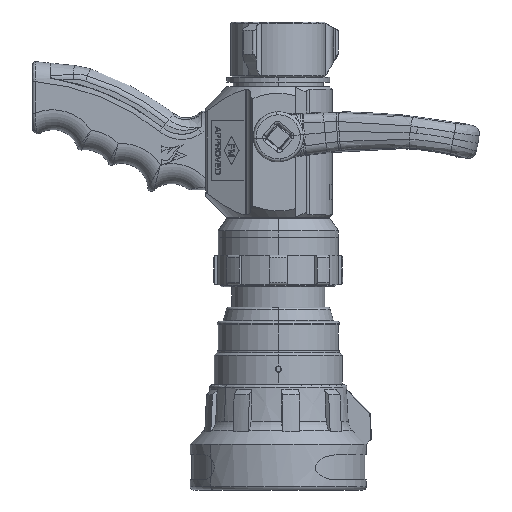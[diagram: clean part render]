
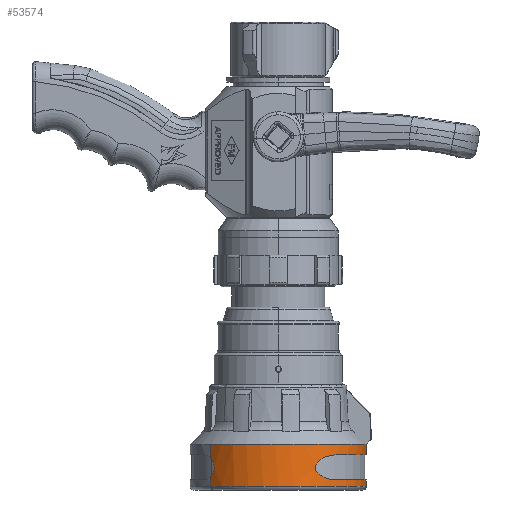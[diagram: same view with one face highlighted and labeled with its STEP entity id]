
A CAD part, front view. The second image highlights one B-rep face of the part: STEP entity #53574.
In plain terms, the highlighted cylindrical face has radius 55.959 mm (diameter 111.919 mm), a partial arc.
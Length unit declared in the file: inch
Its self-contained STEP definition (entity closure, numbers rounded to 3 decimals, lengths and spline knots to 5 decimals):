
#51808=CARTESIAN_POINT('',(0.,0.,-6.71309));
#51809=DIRECTION('',(0.,0.,1.));
#51810=DIRECTION('',(-0.766,-0.643,0.));
#51811=AXIS2_PLACEMENT_3D('',#51808,#51809,#51810);
#51843=CARTESIAN_POINT('',(-1.68769,-1.41614,
-6.47527));
#51845=DIRECTION('',(0.,0.,-1.));
#51846=VECTOR('',#51845,0.23782);
#51847=CARTESIAN_POINT('',(-1.68769,-1.41614,
-6.47527));
#51848=LINE('',#51847,#51846);
#51880=DIRECTION('',(0.,0.,-1.));
#51881=VECTOR('',#51880,0.34948);
#51882=CARTESIAN_POINT('',(-1.68769,-1.41614,-5.6685));
#51883=LINE('',#51882,#51881);
#51996=CARTESIAN_POINT('',(-1.68769,-1.41614,
-6.47527));
#51997=CARTESIAN_POINT('',(-1.67251,-1.43424,
-6.45842));
#51998=CARTESIAN_POINT('',(-1.64566,-1.46508,
-6.42175));
#51999=CARTESIAN_POINT('',(-1.61619,-1.49735,
-6.35961));
#52000=CARTESIAN_POINT('',(-1.5991,-1.51548,
-6.28953));
#52001=CARTESIAN_POINT('',(-1.59757,-1.51708,
-6.21667));
#52002=CARTESIAN_POINT('',(-1.61251,-1.50131,
-6.14359));
#52003=CARTESIAN_POINT('',(-1.64275,-1.46837,
-6.07575));
#52004=CARTESIAN_POINT('',(-1.6713,-1.43567,
-6.03617));
#52005=CARTESIAN_POINT('',(-1.68769,-1.41614,
-6.01798));
#52007=DIRECTION('',(0.,0.,-1.));
#52008=VECTOR('',#52007,0.26563);
#52009=CARTESIAN_POINT('',(1.68769,1.41614,-5.6685));
#52010=LINE('',#52009,#52008);
#52011=CARTESIAN_POINT('',(1.41637,-1.6875,-5.93413));
#52012=CARTESIAN_POINT('',(1.39409,-1.7062,-5.93413));
#52013=CARTESIAN_POINT('',(1.34912,-1.74249,
-5.93736));
#52014=CARTESIAN_POINT('',(1.27735,-1.79573,
-5.95185));
#52015=CARTESIAN_POINT('',(1.21099,-1.84094,
-5.97309));
#52016=CARTESIAN_POINT('',(1.15423,-1.87691,
-5.99695));
#52017=CARTESIAN_POINT('',(1.10438,-1.90658,
-6.02272));
#52018=CARTESIAN_POINT('',(1.06122,-1.93087,
-6.04957));
#52019=CARTESIAN_POINT('',(1.02431,-1.95065,
-6.077));
#52020=CARTESIAN_POINT('',(0.99342,-1.96652,
-6.10479));
#52021=CARTESIAN_POINT('',(0.96836,-1.97895,
-6.13252));
#52022=CARTESIAN_POINT('',(0.94906,-1.98825,
-6.16023));
#52023=CARTESIAN_POINT('',(0.93558,-1.99462,
-6.18686));
#52024=CARTESIAN_POINT('',(0.92732,-1.99846,
-6.21246));
#52025=CARTESIAN_POINT('',(0.92365,-2.00016,
-6.23685));
#52026=CARTESIAN_POINT('',(0.92402,-1.99999,
-6.26102));
#52027=CARTESIAN_POINT('',(0.92855,-1.99789,
-6.28565));
#52028=CARTESIAN_POINT('',(0.93749,-1.99372,
-6.31073));
#52029=CARTESIAN_POINT('',(0.95152,-1.98708,
-6.33697));
#52030=CARTESIAN_POINT('',(0.97095,-1.97768,
-6.36386));
#52031=CARTESIAN_POINT('',(0.99621,-1.96511,
-6.39119));
#52032=CARTESIAN_POINT('',(1.02709,-1.94919,
-6.41846));
#52033=CARTESIAN_POINT('',(1.06379,-1.92945,
-6.4454));
#52034=CARTESIAN_POINT('',(1.10657,-1.90531,
-6.47174));
#52035=CARTESIAN_POINT('',(1.15608,-1.87577,
-6.49714));
#52036=CARTESIAN_POINT('',(1.21236,-1.84002,
-6.52064));
#52037=CARTESIAN_POINT('',(1.27767,-1.79549,
-6.54147));
#52038=CARTESIAN_POINT('',(1.34934,-1.74232,
-6.55592));
#52039=CARTESIAN_POINT('',(1.39414,-1.70616,-6.55913));
#52040=CARTESIAN_POINT('',(1.41637,-1.6875,-6.55913));
#52042=DIRECTION('',(0.,0.,-1.));
#52043=VECTOR('',#52042,0.15397);
#52044=CARTESIAN_POINT('',(1.68769,1.41614,-6.55913));
#52045=LINE('',#52044,#52043);
#52046=CARTESIAN_POINT('',(0.,0.,-5.6685));
#52047=DIRECTION('',(0.,0.,-1.));
#52048=DIRECTION('',(0.995,-0.099,0.));
#52049=AXIS2_PLACEMENT_3D('',#52046,#52047,#52048);
#52056=CARTESIAN_POINT('',(0.,0.,-5.6685));
#52057=DIRECTION('',(0.,0.,-1.));
#52058=DIRECTION('',(0.766,0.643,0.));
#52059=AXIS2_PLACEMENT_3D('',#52056,#52057,#52058);
#52107=CARTESIAN_POINT('',(0.,0.,-5.6685));
#52108=DIRECTION('',(0.,0.,-1.));
#52109=DIRECTION('',(0.995,0.099,0.));
#52110=AXIS2_PLACEMENT_3D('',#52107,#52108,#52109);
#52112=CARTESIAN_POINT('',(0.,0.,-5.6685));
#52113=DIRECTION('',(0.,0.,-1.));
#52114=DIRECTION('',(1.,0.,0.));
#52115=AXIS2_PLACEMENT_3D('',#52112,#52113,#52114);
#53014=CARTESIAN_POINT('',(0.,0.,-5.93413));
#53015=DIRECTION('',(0.,0.,1.));
#53016=DIRECTION('',(0.643,-0.766,0.));
#53017=AXIS2_PLACEMENT_3D('',#53014,#53015,#53016);
#53057=CARTESIAN_POINT('',(0.,0.,-6.55913));
#53058=DIRECTION('',(0.,0.,-1.));
#53059=DIRECTION('',(0.766,0.643,0.));
#53060=AXIS2_PLACEMENT_3D('',#53057,#53058,#53059);
#53150=CARTESIAN_POINT('',(-1.68769,-1.41614,
-6.71309));
#53151=VERTEX_POINT('',#53150);
#53152=CARTESIAN_POINT('',(1.68769,1.41614,
-6.71309));
#53153=VERTEX_POINT('',#53152);
#53158=VERTEX_POINT('',#51843);
#53159=CARTESIAN_POINT('',(1.68769,1.41614,-6.55913));
#53160=VERTEX_POINT('',#53159);
#53164=CARTESIAN_POINT('',(1.68769,1.41614,-5.93413));
#53165=VERTEX_POINT('',#53164);
#53166=CARTESIAN_POINT('',(1.68769,1.41614,-5.6685));
#53167=VERTEX_POINT('',#53166);
#53168=CARTESIAN_POINT('',(-1.68769,-1.41614,-5.6685));
#53169=VERTEX_POINT('',#53168);
#53170=CARTESIAN_POINT('',(-1.68769,-1.41614,
-6.01798));
#53171=VERTEX_POINT('',#53170);
#53185=CARTESIAN_POINT('',(2.19228,-0.21832,-5.6685));
#53186=VERTEX_POINT('',#53185);
#53187=CARTESIAN_POINT('',(2.20313,0.,-5.6685));
#53188=VERTEX_POINT('',#53187);
#53189=CARTESIAN_POINT('',(2.1922,0.21918,-5.6685));
#53190=VERTEX_POINT('',#53189);
#53191=CARTESIAN_POINT('',(1.41637,-1.6875,-5.93413));
#53192=VERTEX_POINT('',#53191);
#53193=VERTEX_POINT('',#52040);
#53547=CARTESIAN_POINT('',(0.,0.,-6.94038));
#53548=DIRECTION('',(0.,0.,1.));
#53549=DIRECTION('',(-0.766,-0.643,0.));
#53550=AXIS2_PLACEMENT_3D('',#53547,#53548,#53549);
#53551=CYLINDRICAL_SURFACE('',#53550,2.20313);
#53552=ORIENTED_EDGE('',*,*,#53513,.T.);
#53553=ORIENTED_EDGE('',*,*,#53448,.F.);
#53555=ORIENTED_EDGE('',*,*,#53554,.F.);
#53557=ORIENTED_EDGE('',*,*,#53556,.F.);
#53559=ORIENTED_EDGE('',*,*,#53558,.F.);
#53561=ORIENTED_EDGE('',*,*,#53560,.F.);
#53562=ORIENTED_EDGE('',*,*,#53444,.T.);
#53564=ORIENTED_EDGE('',*,*,#53563,.F.);
#53566=ORIENTED_EDGE('',*,*,#53565,.T.);
#53568=ORIENTED_EDGE('',*,*,#53567,.F.);
#53569=ORIENTED_EDGE('',*,*,#53436,.T.);
#53570=ORIENTED_EDGE('',*,*,#53403,.F.);
#53571=ORIENTED_EDGE('',*,*,#53433,.F.);
#53572=EDGE_LOOP('',(#53552,#53553,#53555,#53557,#53559,#53561,#53562,#53564,
#53566,#53568,#53569,#53570,#53571));
#53573=FACE_OUTER_BOUND('',#53572,.F.);
#51812=CIRCLE('',#51811,2.20313);
#52006=B_SPLINE_CURVE_WITH_KNOTS('',3,(#51996,#51997,#51998,#51999,#52000,
#52001,#52002,#52003,#52004,#52005),.UNSPECIFIED.,.F.,.F.,(4,1,1,1,1,1,1,4),(
0.,0.14286,0.28571,0.42857,0.57143,
0.71429,0.85714,1.),.UNSPECIFIED.);
#52041=B_SPLINE_CURVE_WITH_KNOTS('',3,(#52011,#52012,#52013,#52014,#52015,
#52016,#52017,#52018,#52019,#52020,#52021,#52022,#52023,#52024,#52025,#52026,
#52027,#52028,#52029,#52030,#52031,#52032,#52033,#52034,#52035,#52036,#52037,
#52038,#52039,#52040),.UNSPECIFIED.,.F.,.F.,(4,1,1,1,1,1,1,1,1,1,1,1,1,1,1,1,1,
1,1,1,1,1,1,1,1,1,1,4),(0.,0.03704,0.07407,
0.11111,0.14815,0.18519,0.22222,
0.25926,0.2963,0.33333,0.37037,
0.40741,0.44444,0.48148,0.51852,
0.55556,0.59259,0.62963,0.66667,
0.7037,0.74074,0.77778,0.81481,
0.85185,0.88889,0.92593,0.96296,1.),
.UNSPECIFIED.);
#52050=CIRCLE('',#52049,2.20313);
#52060=CIRCLE('',#52059,2.20313);
#52111=CIRCLE('',#52110,2.20313);
#52116=CIRCLE('',#52115,2.20313);
#53018=CIRCLE('',#53017,2.20313);
#53061=CIRCLE('',#53060,2.20313);
#53403=EDGE_CURVE('',#53151,#53153,#51812,.T.);
#53433=EDGE_CURVE('',#53158,#53151,#51848,.T.);
#53436=EDGE_CURVE('',#53160,#53153,#52045,.T.);
#53444=EDGE_CURVE('',#53167,#53165,#52010,.T.);
#53448=EDGE_CURVE('',#53169,#53171,#51883,.T.);
#53513=EDGE_CURVE('',#53158,#53171,#52006,.T.);
#53554=EDGE_CURVE('',#53186,#53169,#52050,.T.);
#53556=EDGE_CURVE('',#53188,#53186,#52116,.T.);
#53558=EDGE_CURVE('',#53190,#53188,#52111,.T.);
#53560=EDGE_CURVE('',#53167,#53190,#52060,.T.);
#53563=EDGE_CURVE('',#53192,#53165,#53018,.T.);
#53565=EDGE_CURVE('',#53192,#53193,#52041,.T.);
#53567=EDGE_CURVE('',#53160,#53193,#53061,.T.);
#53574=ADVANCED_FACE('',(#53573),#53551,.T.);
